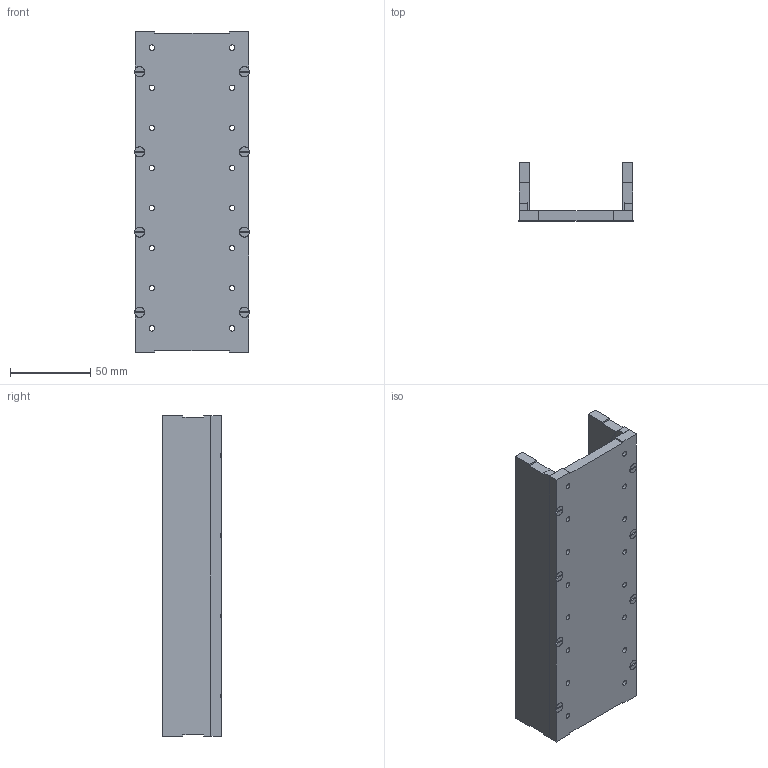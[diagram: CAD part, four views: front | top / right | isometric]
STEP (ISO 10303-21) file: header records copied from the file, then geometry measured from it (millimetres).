
FILE_DESCRIPTION(/* description */ (''),/* implementation_level */ '2;1');
FILE_NAME(/* name */ 'Module Cradle V1.stp',/* time_stamp */ '2024-06-03T15:27:51-04:00',/* author */ ('cfang'),/* organization */ (''),/* preprocessor_version */ 'ST-DEVELOPER v20',/* originating_system */ 'Autodesk Inventor 2025',/* authorisation */ '');
FILE_SCHEMA (('AUTOMOTIVE_DESIGN { 1 0 10303 214 3 1 1 }'));
Length unit declared in the file: millimetre
Products named in the file (5): Module Cradle V1; Module Cradle Left V1; Base V1; Module Cradle Right V1; 93840A122_Off-White Nylon Slotted Flat Head Screws
Assembly tree (11 placements, depth 2):
  Module Cradle V1
    Module Cradle Left V1
    Base V1
    Module Cradle Right V1
    93840A122_Off-White Nylon Slotted Flat Head Screws  x8
Bounding box: 71.59 x 36.35 x 200 mm (x, y, z)
Volume: 157492.5 mm3; surface area: 65888.9 mm2
Topology: 11 solids, 11 shells, 586 faces, 1676 edges, 1104 vertices
Faces by surface type: cylinder 376, plane 138, cone 56, bspline 16
Full cylindrical faces by diameter (mm): 2.35 x160, 2.4 x8, 2.459 x8, 3 x160, 3.4 x16
Entity records: 9863 total; most frequent: CARTESIAN_POINT 4347, ORIENTED_EDGE 1166, DIRECTION 1029, EDGE_CURVE 583, VERTEX_POINT 383, LINE 373, VECTOR 373, AXIS2_PLACEMENT_3D 328
